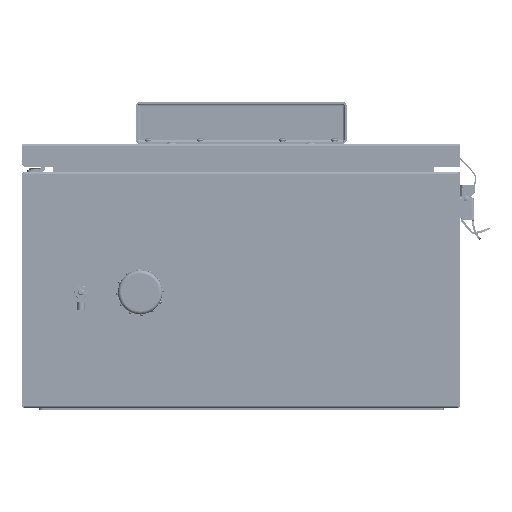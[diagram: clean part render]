
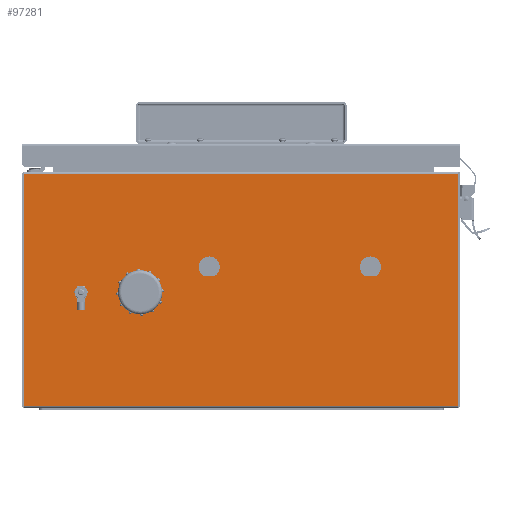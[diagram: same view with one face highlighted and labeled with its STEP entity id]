
A CAD part, front view. The second image highlights one B-rep face of the part: STEP entity #97281.
In plain terms, the highlighted planar face has unit normal (0, -1, 0).
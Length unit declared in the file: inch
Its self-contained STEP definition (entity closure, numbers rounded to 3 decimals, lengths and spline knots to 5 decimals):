
#1486 = CARTESIAN_POINT ( 'NONE',  ( 3.99482, -7.25, 3.8495 ) ) ;
#3227 = EDGE_CURVE ( 'NONE', #12101, #129900, #80807, .T. ) ;
#4697 = VECTOR ( 'NONE', #121783, 39.37008 ) ;
#4968 = VERTEX_POINT ( 'NONE', #156802 ) ;
#6071 = LINE ( 'NONE', #103556, #146852 ) ;
#7297 = VERTEX_POINT ( 'NONE', #42351 ) ;
#8321 = EDGE_CURVE ( 'NONE', #7297, #4968, #40269, .T. ) ;
#8894 = VERTEX_POINT ( 'NONE', #74540 ) ;
#9870 = CARTESIAN_POINT ( 'NONE',  ( -4.75, -7.25, 3.365 ) ) ;
#12101 = VERTEX_POINT ( 'NONE', #151653 ) ;
#16422 = EDGE_LOOP ( 'NONE', ( #75087, #118888 ) ) ;
#16885 = CARTESIAN_POINT ( 'NONE',  ( -4.75, -7.25, 3.263 ) ) ;
#21041 = ORIENTED_EDGE ( 'NONE', *, *, #61530, .F. ) ;
#21242 = CARTESIAN_POINT ( 'NONE',  ( 6.435, -7.25, 0.005 ) ) ;
#21998 = DIRECTION ( 'NONE',  ( 0., -1., 0. ) ) ;
#22976 = DIRECTION ( 'NONE',  ( 0., 0., -1. ) ) ;
#26840 = EDGE_LOOP ( 'NONE', ( #41793, #21041 ) ) ;
#26916 = FACE_BOUND ( 'NONE', #45605, .T. ) ;
#29660 = CARTESIAN_POINT ( 'NONE',  ( 6.435, -7.25, 0.005 ) ) ;
#34198 = ORIENTED_EDGE ( 'NONE', *, *, #97554, .F. ) ;
#35314 = CARTESIAN_POINT ( 'NONE',  ( -4.75, -7.25, 3.365 ) ) ;
#37520 = EDGE_CURVE ( 'NONE', #129900, #12101, #137792, .T. ) ;
#40269 = LINE ( 'NONE', #151311, #103727 ) ;
#41793 = ORIENTED_EDGE ( 'NONE', *, *, #150134, .F. ) ;
#42351 = CARTESIAN_POINT ( 'NONE',  ( -6.435, -7.25, 0.005 ) ) ;
#42600 = CARTESIAN_POINT ( 'NONE',  ( 0., -7.25, 0. ) ) ;
#42607 = CARTESIAN_POINT ( 'NONE',  ( -0.78518, -7.25, 3.8495 ) ) ;
#45074 = DIRECTION ( 'NONE',  ( 0., -1., 0. ) ) ;
#45580 = ORIENTED_EDGE ( 'NONE', *, *, #99742, .F. ) ;
#45605 = EDGE_LOOP ( 'NONE', ( #45580, #52401 ) ) ;
#47056 = CARTESIAN_POINT ( 'NONE',  ( 6.435, -7.25, 0. ) ) ;
#48475 = DIRECTION ( 'NONE',  ( 0., -1., 0. ) ) ;
#48493 = VERTEX_POINT ( 'NONE', #1486 ) ;
#52401 = ORIENTED_EDGE ( 'NONE', *, *, #93278, .F. ) ;
#54711 = FACE_OUTER_BOUND ( 'NONE', #97104, .T. ) ;
#55330 = DIRECTION ( 'NONE',  ( 0., 0., 1. ) ) ;
#58646 = FACE_BOUND ( 'NONE', #16422, .T. ) ;
#61530 = EDGE_CURVE ( 'NONE', #155078, #8894, #109414, .T. ) ;
#61996 = DIRECTION ( 'NONE',  ( 0., 0., -1. ) ) ;
#61999 = DIRECTION ( 'NONE',  ( 0., 0., 1. ) ) ;
#66501 = LINE ( 'NONE', #42607, #74403 ) ;
#71165 = AXIS2_PLACEMENT_3D ( 'NONE', #74225, #86439, #99120 ) ;
#72977 = DIRECTION ( 'NONE',  ( 0., 0., -1. ) ) ;
#74225 = CARTESIAN_POINT ( 'NONE',  ( -3., -7.25, 3.365 ) ) ;
#74403 = VECTOR ( 'NONE', #130164, 39.37008 ) ;
#74446 = AXIS2_PLACEMENT_3D ( 'NONE', #9870, #137946, #61996 ) ;
#74540 = CARTESIAN_POINT ( 'NONE',  ( -1.11482, -7.25, 3.8495 ) ) ;
#75087 = ORIENTED_EDGE ( 'NONE', *, *, #3227, .F. ) ;
#75111 = ORIENTED_EDGE ( 'NONE', *, *, #109722, .F. ) ;
#76183 = VERTEX_POINT ( 'NONE', #163893 ) ;
#77231 = VECTOR ( 'NONE', #121484, 39.37008 ) ;
#79692 = AXIS2_PLACEMENT_3D ( 'NONE', #110355, #45074, #121975 ) ;
#80703 = CARTESIAN_POINT ( 'NONE',  ( 6.435, -7.25, 6.875 ) ) ;
#80807 = CIRCLE ( 'NONE', #81683, 0.445 ) ;
#81683 = AXIS2_PLACEMENT_3D ( 'NONE', #136574, #48475, #22976 ) ;
#81953 = LINE ( 'NONE', #47056, #4697 ) ;
#83765 = DIRECTION ( 'NONE',  ( 0., 0., -1. ) ) ;
#83943 = CARTESIAN_POINT ( 'NONE',  ( -0.78518, -7.25, 3.8495 ) ) ;
#83951 = CIRCLE ( 'NONE', #136543, 0.3125 ) ;
#84847 = DIRECTION ( 'NONE',  ( 0., -1., 0. ) ) ;
#86439 = DIRECTION ( 'NONE',  ( 0., -1., 0. ) ) ;
#92507 = CIRCLE ( 'NONE', #74446, 0.102 ) ;
#92981 = PLANE ( 'NONE',  #129494 ) ;
#93278 = EDGE_CURVE ( 'NONE', #48493, #76183, #83951, .T. ) ;
#94838 = LINE ( 'NONE', #123958, #106804 ) ;
#95047 = LINE ( 'NONE', #21242, #77231 ) ;
#95147 = EDGE_CURVE ( 'NONE', #4968, #105272, #94838, .T. ) ;
#97104 = EDGE_LOOP ( 'NONE', ( #144298, #101062, #75111, #138923 ) ) ;
#97281 = ADVANCED_FACE ( 'NONE', ( #139983, #26916, #58646, #122022, #54711 ), #92981, .F. ) ;
#97554 = EDGE_CURVE ( 'NONE', #123952, #102432, #117783, .T. ) ;
#99120 = DIRECTION ( 'NONE',  ( 0., 0., -1. ) ) ;
#99742 = EDGE_CURVE ( 'NONE', #76183, #48493, #6071, .T. ) ;
#101062 = ORIENTED_EDGE ( 'NONE', *, *, #144562, .F. ) ;
#102432 = VERTEX_POINT ( 'NONE', #102617 ) ;
#102617 = CARTESIAN_POINT ( 'NONE',  ( -4.75, -7.25, 3.467 ) ) ;
#103556 = CARTESIAN_POINT ( 'NONE',  ( 3.66518, -7.25, 3.8495 ) ) ;
#103727 = VECTOR ( 'NONE', #61999, 39.37008 ) ;
#105272 = VERTEX_POINT ( 'NONE', #80703 ) ;
#106804 = VECTOR ( 'NONE', #112294, 39.37008 ) ;
#109414 = CIRCLE ( 'NONE', #79692, 0.3125 ) ;
#109722 = EDGE_CURVE ( 'NONE', #105272, #153078, #81953, .T. ) ;
#110355 = CARTESIAN_POINT ( 'NONE',  ( -0.95, -7.25, 4.115 ) ) ;
#112294 = DIRECTION ( 'NONE',  ( 1., 0., 0. ) ) ;
#116809 = DIRECTION ( 'NONE',  ( 0., 1., 0. ) ) ;
#117783 = CIRCLE ( 'NONE', #160447, 0.102 ) ;
#118888 = ORIENTED_EDGE ( 'NONE', *, *, #37520, .F. ) ;
#121484 = DIRECTION ( 'NONE',  ( -1., 0., 0. ) ) ;
#121783 = DIRECTION ( 'NONE',  ( 0., 0., -1. ) ) ;
#121975 = DIRECTION ( 'NONE',  ( 0., 0., -1. ) ) ;
#122022 = FACE_BOUND ( 'NONE', #151640, .T. ) ;
#123952 = VERTEX_POINT ( 'NONE', #16885 ) ;
#123958 = CARTESIAN_POINT ( 'NONE',  ( 0., -7.25, 6.875 ) ) ;
#128492 = DIRECTION ( 'NONE',  ( 1., 0., 0. ) ) ;
#129494 = AXIS2_PLACEMENT_3D ( 'NONE', #42600, #116809, #55330 ) ;
#129900 = VERTEX_POINT ( 'NONE', #135830 ) ;
#130164 = DIRECTION ( 'NONE',  ( 1., 0., 0. ) ) ;
#135830 = CARTESIAN_POINT ( 'NONE',  ( -3., -7.25, 3.81 ) ) ;
#136543 = AXIS2_PLACEMENT_3D ( 'NONE', #159744, #84847, #83765 ) ;
#136574 = CARTESIAN_POINT ( 'NONE',  ( -3., -7.25, 3.365 ) ) ;
#137792 = CIRCLE ( 'NONE', #71165, 0.445 ) ;
#137946 = DIRECTION ( 'NONE',  ( 0., -1., 0. ) ) ;
#138923 = ORIENTED_EDGE ( 'NONE', *, *, #95147, .F. ) ;
#139983 = FACE_BOUND ( 'NONE', #26840, .T. ) ;
#144298 = ORIENTED_EDGE ( 'NONE', *, *, #8321, .F. ) ;
#144562 = EDGE_CURVE ( 'NONE', #153078, #7297, #95047, .T. ) ;
#146259 = ORIENTED_EDGE ( 'NONE', *, *, #148895, .F. ) ;
#146852 = VECTOR ( 'NONE', #128492, 39.37008 ) ;
#148895 = EDGE_CURVE ( 'NONE', #102432, #123952, #92507, .T. ) ;
#150134 = EDGE_CURVE ( 'NONE', #8894, #155078, #66501, .T. ) ;
#151311 = CARTESIAN_POINT ( 'NONE',  ( -6.435, -7.25, 0. ) ) ;
#151640 = EDGE_LOOP ( 'NONE', ( #34198, #146259 ) ) ;
#151653 = CARTESIAN_POINT ( 'NONE',  ( -3., -7.25, 2.92 ) ) ;
#153078 = VERTEX_POINT ( 'NONE', #29660 ) ;
#155078 = VERTEX_POINT ( 'NONE', #83943 ) ;
#156802 = CARTESIAN_POINT ( 'NONE',  ( -6.435, -7.25, 6.875 ) ) ;
#159744 = CARTESIAN_POINT ( 'NONE',  ( 3.83, -7.25, 4.115 ) ) ;
#160447 = AXIS2_PLACEMENT_3D ( 'NONE', #35314, #21998, #72977 ) ;
#163893 = CARTESIAN_POINT ( 'NONE',  ( 3.66518, -7.25, 3.8495 ) ) ;
